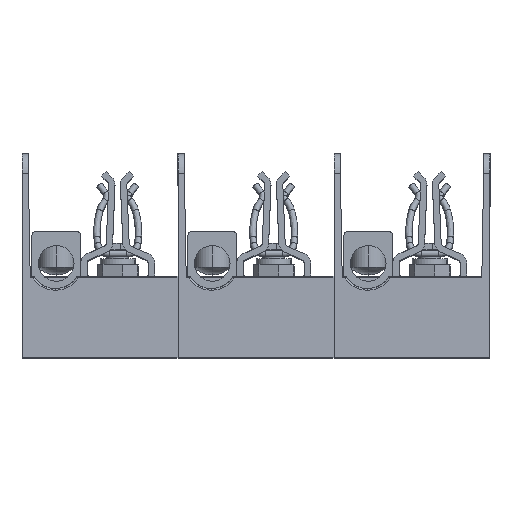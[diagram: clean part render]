
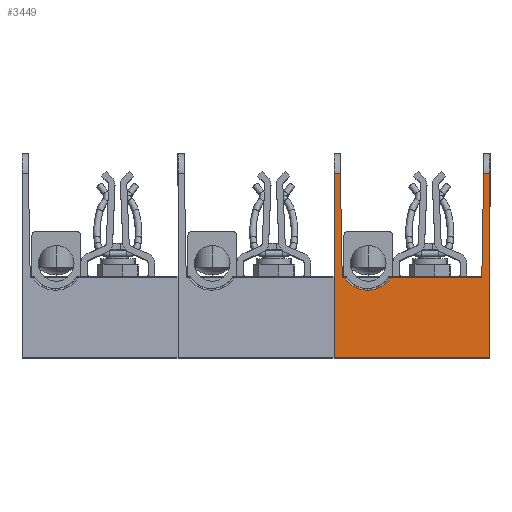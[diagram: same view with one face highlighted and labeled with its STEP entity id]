
A CAD part, top view. The second image highlights one B-rep face of the part: STEP entity #3449.
In plain terms, the highlighted planar face has unit normal (0, 0.018, 1).
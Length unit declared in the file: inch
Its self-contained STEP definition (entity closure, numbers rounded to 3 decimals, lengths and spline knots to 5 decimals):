
#1058 = ORIENTED_EDGE ( 'NONE', *, *, #56540, .T. ) ;
#1059 = ORIENTED_EDGE ( 'NONE', *, *, #62769, .T. ) ;
#1060 = ORIENTED_EDGE ( 'NONE', *, *, #62765, .T. ) ;
#1061 = ORIENTED_EDGE ( 'NONE', *, *, #62709, .T. ) ;
#1062 = ORIENTED_EDGE ( 'NONE', *, *, #62762, .T. ) ;
#1066 = ORIENTED_EDGE ( 'NONE', *, *, #62759, .F. ) ;
#1067 = ORIENTED_EDGE ( 'NONE', *, *, #56886, .F. ) ;
#1068 = ORIENTED_EDGE ( 'NONE', *, *, #62755, .T. ) ;
#1069 = ORIENTED_EDGE ( 'NONE', *, *, #62752, .T. ) ;
#1070 = ORIENTED_EDGE ( 'NONE', *, *, #62369, .F. ) ;
#1071 = ORIENTED_EDGE ( 'NONE', *, *, #62749, .T. ) ;
#3449 = ADVANCED_FACE ( 'NONE', ( #80962 ), #53273, .T. ) ;
#27989 = CARTESIAN_POINT ( 'NONE',  ( 0.955, 0., 2.40246 ) ) ;
#27993 = CARTESIAN_POINT ( 'NONE',  ( -0.955, 0., 2.40246 ) ) ;
#28015 = CARTESIAN_POINT ( 'NONE',  ( -0.87689, 2.25436, 2.36311 ) ) ;
#28017 = CARTESIAN_POINT ( 'NONE',  ( -0.85466, 0.98035, 2.38534 ) ) ;
#28088 = CARTESIAN_POINT ( 'NONE',  ( 0.85466, 0.98035, 2.38534 ) ) ;
#28110 = CARTESIAN_POINT ( 'NONE',  ( 0.87689, 2.25436, 2.36311 ) ) ;
#28114 = CARTESIAN_POINT ( 'NONE',  ( -0.955, 2.25436, 2.36311 ) ) ;
#28120 = CARTESIAN_POINT ( 'NONE',  ( 0.955, 2.25436, 2.36311 ) ) ;
#28132 = CARTESIAN_POINT ( 'NONE',  ( -0.26585, 0.98035, 2.38534 ) ) ;
#30141 =( BOUNDED_CURVE ( )  B_SPLINE_CURVE ( 3, ( #72924, #72927, #72934, #72936 ),
 .UNSPECIFIED., .F., .F. ) 
 B_SPLINE_CURVE_WITH_KNOTS ( ( 4, 4 ),
 ( 0., 1.00826 ),
 .UNSPECIFIED. ) 
 CURVE ( )  GEOMETRIC_REPRESENTATION_ITEM ( )  RATIONAL_B_SPLINE_CURVE ( ( 1., 0.917, 0.917, 1. ) ) 
 REPRESENTATION_ITEM ( '' )  );
#30248 =( BOUNDED_CURVE ( )  B_SPLINE_CURVE ( 3, ( #31879, #31877, #31882, #31883 ),
 .UNSPECIFIED., .F., .F. ) 
 B_SPLINE_CURVE_WITH_KNOTS ( ( 4, 4 ),
 ( 5.27493, 6.28319 ),
 .UNSPECIFIED. ) 
 CURVE ( )  GEOMETRIC_REPRESENTATION_ITEM ( )  RATIONAL_B_SPLINE_CURVE ( ( 1., 0.917, 0.917, 1. ) ) 
 REPRESENTATION_ITEM ( '' )  );
#31857 = CARTESIAN_POINT ( 'NONE',  ( 0.955, 0.98035, 2.38534 ) ) ;
#31863 = CARTESIAN_POINT ( 'NONE',  ( 0.955, 2.25436, 2.36311 ) ) ;
#31865 = DIRECTION ( 'NONE',  ( -1., 0., 0. ) ) ;
#31866 = CARTESIAN_POINT ( 'NONE',  ( -0.955, 1., 2.385 ) ) ;
#31868 = DIRECTION ( 'NONE',  ( -1., 0., 0. ) ) ;
#31869 = DIRECTION ( 'NONE',  ( 0., -1., 0.017 ) ) ;
#31872 = DIRECTION ( 'NONE',  ( 0., -1., 0.017 ) ) ;
#31873 = CARTESIAN_POINT ( 'NONE',  ( 0.955, 1., 2.385 ) ) ;
#31874 = CARTESIAN_POINT ( 'NONE',  ( 0.955, 0.98035, 2.38534 ) ) ;
#31875 = DIRECTION ( 'NONE',  ( -1., 0., 0. ) ) ;
#31876 = CARTESIAN_POINT ( 'NONE',  ( 0.955, 2.25436, 2.36311 ) ) ;
#31877 = CARTESIAN_POINT ( 'NONE',  ( -0.32765, 0.88232, 2.38705 ) ) ;
#31878 = DIRECTION ( 'NONE',  ( -1., 0., 0. ) ) ;
#31879 = CARTESIAN_POINT ( 'NONE',  ( -0.26585, 0.98035, 2.38534 ) ) ;
#31882 = CARTESIAN_POINT ( 'NONE',  ( -0.42912, 0.82635, 2.38803 ) ) ;
#31883 = CARTESIAN_POINT ( 'NONE',  ( -0.545, 0.82635, 2.38803 ) ) ;
#40942 = VERTEX_POINT ( 'NONE', #88928 ) ;
#40947 = VERTEX_POINT ( 'NONE', #88934 ) ;
#41294 = EDGE_LOOP ( 'NONE', ( #1071, #1070, #1069, #1068, #1067, #1066, #1062, #1061, #1060, #1059, #1058 ) ) ;
#49158 = CARTESIAN_POINT ( 'NONE',  ( -0.855, 1., 2.385 ) ) ;
#49160 = DIRECTION ( 'NONE',  ( 0.017, -1., 0.017 ) ) ;
#49670 = CARTESIAN_POINT ( 'NONE',  ( 0.85503, 1.00174, 2.38497 ) ) ;
#49674 = DIRECTION ( 'NONE',  ( -0.017, -1., 0.017 ) ) ;
#50044 = VECTOR ( 'NONE', #49160, 39.37008 ) ;
#50045 = LINE ( 'NONE', #49158, #50044 ) ;
#50133 = LINE ( 'NONE', #49670, #50138 ) ;
#50138 = VECTOR ( 'NONE', #49674, 39.37008 ) ;
#50154 = LINE ( 'NONE', #31857, #50159 ) ;
#50156 = VECTOR ( 'NONE', #31875, 39.37008 ) ;
#50158 = LINE ( 'NONE', #31863, #50161 ) ;
#50159 = VECTOR ( 'NONE', #31865, 39.37008 ) ;
#50160 = LINE ( 'NONE', #31866, #50163 ) ;
#50161 = VECTOR ( 'NONE', #31868, 39.37008 ) ;
#50162 = LINE ( 'NONE', #31876, #50156 ) ;
#50163 = VECTOR ( 'NONE', #31872, 39.37008 ) ;
#50164 = LINE ( 'NONE', #31874, #50168 ) ;
#50165 = LINE ( 'NONE', #31873, #50166 ) ;
#50166 = VECTOR ( 'NONE', #31869, 39.37008 ) ;
#50168 = VECTOR ( 'NONE', #31878, 39.37008 ) ;
#53273 = PLANE ( 'NONE',  #77077 ) ;
#53289 = CARTESIAN_POINT ( 'NONE',  ( 0.955, 1., 2.385 ) ) ;
#53291 = DIRECTION ( 'NONE',  ( 0., 0.017, 1. ) ) ;
#53293 = DIRECTION ( 'NONE',  ( 0., -1., 0.017 ) ) ;
#56540 = EDGE_CURVE ( 'NONE', #40942, #40947, #30141, .T. ) ;
#56886 = EDGE_CURVE ( 'NONE', #88587, #88593, #76025, .T. ) ;
#62369 = EDGE_CURVE ( 'NONE', #88626, #88628, #50045, .T. ) ;
#62709 = EDGE_CURVE ( 'NONE', #88736, #88712, #50133, .T. ) ;
#62749 = EDGE_CURVE ( 'NONE', #40947, #88628, #50154, .T. ) ;
#62752 = EDGE_CURVE ( 'NONE', #88626, #88741, #50158, .T. ) ;
#62755 = EDGE_CURVE ( 'NONE', #88741, #88593, #50160, .T. ) ;
#62759 = EDGE_CURVE ( 'NONE', #88747, #88587, #50165, .T. ) ;
#62762 = EDGE_CURVE ( 'NONE', #88747, #88736, #50162, .T. ) ;
#62765 = EDGE_CURVE ( 'NONE', #88712, #88760, #50164, .T. ) ;
#62769 = EDGE_CURVE ( 'NONE', #88760, #40942, #30248, .T. ) ;
#72924 = CARTESIAN_POINT ( 'NONE',  ( -0.545, 0.82635, 2.38803 ) ) ;
#72927 = CARTESIAN_POINT ( 'NONE',  ( -0.66088, 0.82635, 2.38803 ) ) ;
#72934 = CARTESIAN_POINT ( 'NONE',  ( -0.76235, 0.88232, 2.38705 ) ) ;
#72936 = CARTESIAN_POINT ( 'NONE',  ( -0.82415, 0.98035, 2.38534 ) ) ;
#76025 = LINE ( 'NONE', #83023, #76028 ) ;
#76028 = VECTOR ( 'NONE', #83024, 39.37008 ) ;
#77077 = AXIS2_PLACEMENT_3D ( 'NONE', #53289, #53291, #53293 ) ;
#80962 = FACE_OUTER_BOUND ( 'NONE', #41294, .T. ) ;
#83023 = CARTESIAN_POINT ( 'NONE',  ( 0.955, 0., 2.40246 ) ) ;
#83024 = DIRECTION ( 'NONE',  ( -1., 0., 0. ) ) ;
#88587 = VERTEX_POINT ( 'NONE', #27989 ) ;
#88593 = VERTEX_POINT ( 'NONE', #27993 ) ;
#88626 = VERTEX_POINT ( 'NONE', #28015 ) ;
#88628 = VERTEX_POINT ( 'NONE', #28017 ) ;
#88712 = VERTEX_POINT ( 'NONE', #28088 ) ;
#88736 = VERTEX_POINT ( 'NONE', #28110 ) ;
#88741 = VERTEX_POINT ( 'NONE', #28114 ) ;
#88747 = VERTEX_POINT ( 'NONE', #28120 ) ;
#88760 = VERTEX_POINT ( 'NONE', #28132 ) ;
#88928 = CARTESIAN_POINT ( 'NONE',  ( -0.545, 0.82635, 2.38803 ) ) ;
#88934 = CARTESIAN_POINT ( 'NONE',  ( -0.82415, 0.98035, 2.38534 ) ) ;
